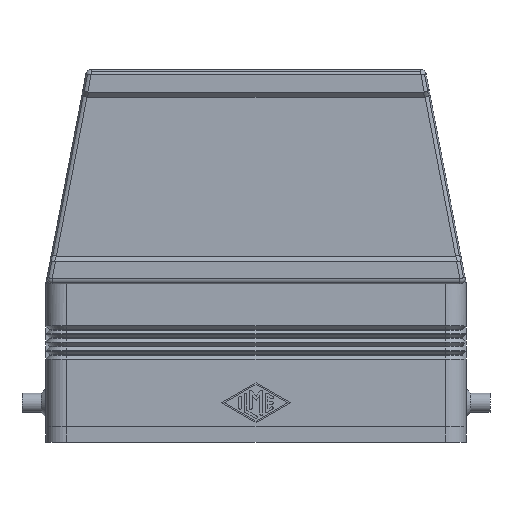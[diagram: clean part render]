
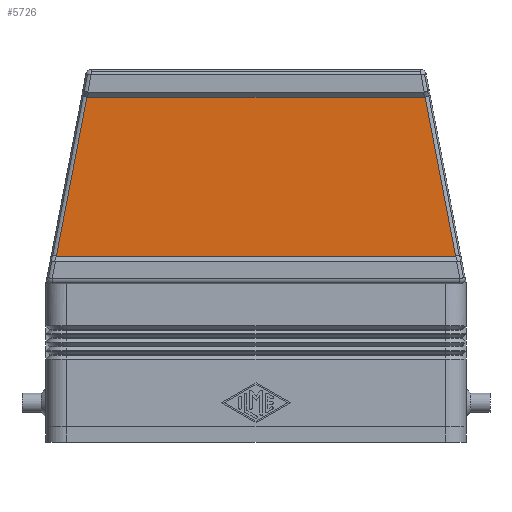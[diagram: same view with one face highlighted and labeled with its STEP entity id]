
A CAD part, front view. The second image highlights one B-rep face of the part: STEP entity #5726.
In plain terms, the highlighted planar face has unit normal (0, -1, 0).
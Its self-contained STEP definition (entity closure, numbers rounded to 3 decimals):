
#663=CARTESIAN_POINT('',(-31.984,-17.,65.263));
#664=VERTEX_POINT('',#663);
#672=CARTESIAN_POINT('',(-31.851,-17.,65.25));
#673=VERTEX_POINT('',#672);
#674=CARTESIAN_POINT('',(-31.716,-17.,66.664));
#675=DIRECTION('',(0.0,-1.0,0.0));
#676=DIRECTION('',(-0.188,0.0,-0.982));
#677=AXIS2_PLACEMENT_3D('',#674,#675,#676);
#678=ELLIPSE('',#677,1.427,1.0);
#679=EDGE_CURVE('',#664,#673,#678,.T.);
#1185=CARTESIAN_POINT('',(31.851,-17.,65.25));
#1186=VERTEX_POINT('',#1185);
#1193=CARTESIAN_POINT('',(31.984,-17.,65.263));
#1194=VERTEX_POINT('',#1193);
#1195=CARTESIAN_POINT('',(31.716,-17.,66.664));
#1196=DIRECTION('',(0.0,-1.0,0.0));
#1197=DIRECTION('',(0.188,0.0,-0.982));
#1198=AXIS2_PLACEMENT_3D('',#1195,#1196,#1197);
#1199=ELLIPSE('',#1198,1.427,1.);
#1200=EDGE_CURVE('',#1186,#1194,#1199,.T.);
#1335=CARTESIAN_POINT('',(37.727,-17.,35.25));
#1336=VERTEX_POINT('',#1335);
#1337=CARTESIAN_POINT('',(31.984,-17.,65.263));
#1338=DIRECTION('',(0.188,0.0,-0.982));
#1339=VECTOR('',#1338,30.557);
#1340=LINE('',#1337,#1339);
#1341=EDGE_CURVE('',#1194,#1336,#1340,.T.);
#1426=CARTESIAN_POINT('',(-37.727,-17.,35.25));
#1427=VERTEX_POINT('',#1426);
#1435=CARTESIAN_POINT('',(-37.727,-17.,35.25));
#1436=DIRECTION('',(0.188,0.0,0.982));
#1437=VECTOR('',#1436,30.557);
#1438=LINE('',#1435,#1437);
#1439=EDGE_CURVE('',#1427,#664,#1438,.T.);
#5690=CARTESIAN_POINT('',(37.727,-17.,35.25));
#5691=DIRECTION('',(-1.0,0.0,0.0));
#5692=VECTOR('',#5691,75.454);
#5693=LINE('',#5690,#5692);
#5694=EDGE_CURVE('',#1336,#1427,#5693,.T.);
#5708=CARTESIAN_POINT('',(0.0,-17.,35.25));
#5709=DIRECTION('',(0.0,1.0,0.0));
#5710=DIRECTION('',(0.0,0.0,1.0));
#5711=AXIS2_PLACEMENT_3D('',#5708,#5709,#5710);
#5712=PLANE('',#5711);
#5713=ORIENTED_EDGE('',*,*,#1341,.F.);
#5714=ORIENTED_EDGE('',*,*,#1200,.F.);
#5715=CARTESIAN_POINT('',(31.851,-17.,65.25));
#5716=DIRECTION('',(-1.0,0.0,0.0));
#5717=VECTOR('',#5716,63.702);
#5718=LINE('',#5715,#5717);
#5719=EDGE_CURVE('',#1186,#673,#5718,.T.);
#5720=ORIENTED_EDGE('',*,*,#5719,.T.);
#5721=ORIENTED_EDGE('',*,*,#679,.F.);
#5722=ORIENTED_EDGE('',*,*,#1439,.F.);
#5723=ORIENTED_EDGE('',*,*,#5694,.F.);
#5724=EDGE_LOOP('',(#5713,#5714,#5720,#5721,#5722,#5723));
#5725=FACE_OUTER_BOUND('',#5724,.T.);
#5726=ADVANCED_FACE('',(#5725),#5712,.F.);
